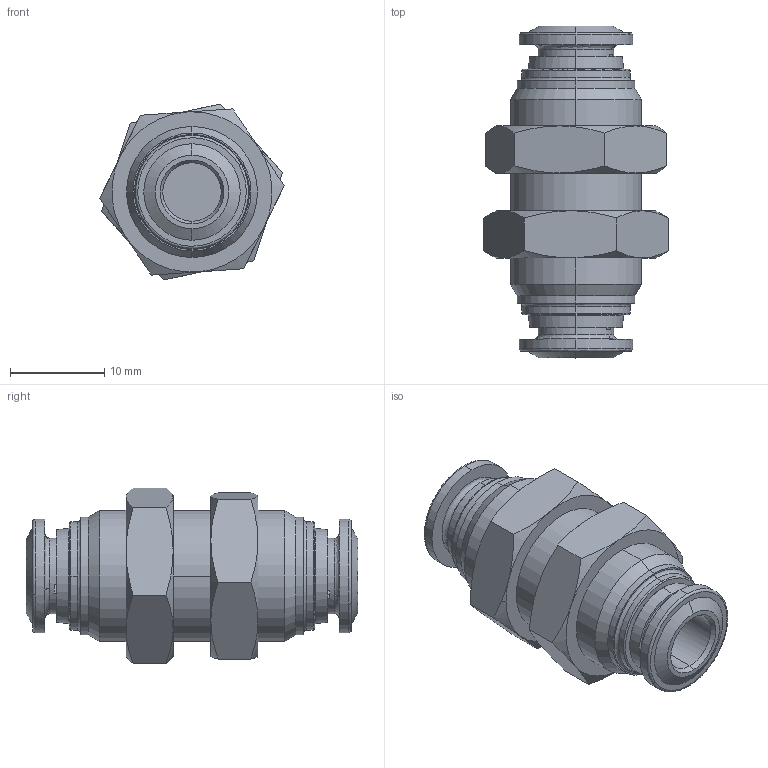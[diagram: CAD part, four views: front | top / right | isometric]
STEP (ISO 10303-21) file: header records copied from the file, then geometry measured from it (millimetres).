
FILE_DESCRIPTION (( 'STEP AP214' ), '1' );
FILE_NAME ('5705000002A.STEP', '2016-12-02T08:15:21', ( '' ), ( '' ), 'SwSTEP 2.0', 'SolidWorks 2016', '' );
FILE_SCHEMA (( 'AUTOMOTIVE_DESIGN' ));
Length unit declared in the file: millimetre
Products named in the file (2): 5705000002A
Bounding box: 19.58 x 35.2 x 18.67 mm (x, y, z)
Volume: 5135.5 mm3; surface area: 2639.7 mm2
Topology: 1 solids, 1 shells, 144 faces, 348 edges, 218 vertices
Faces by surface type: cone 52, plane 42, cylinder 30, bspline 20
Entity records: 5883 total; most frequent: CARTESIAN_POINT 2596, ORIENTED_EDGE 696, DIRECTION 670, EDGE_CURVE 348, AXIS2_PLACEMENT_3D 284, VERTEX_POINT 218, EDGE_LOOP 164, CIRCLE 158
